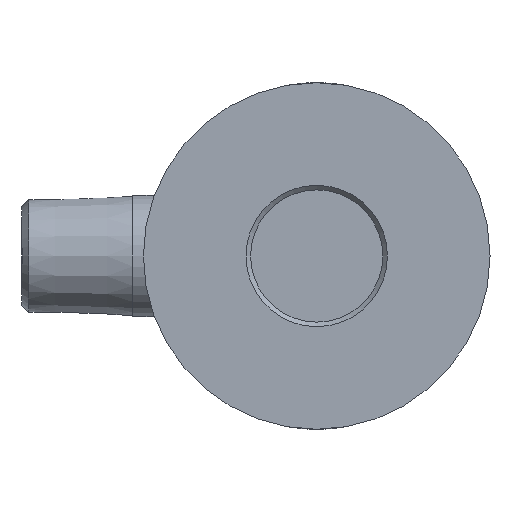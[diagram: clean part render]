
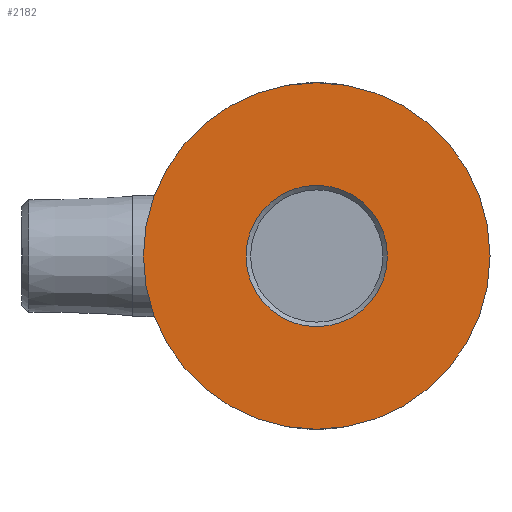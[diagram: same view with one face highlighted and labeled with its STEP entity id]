
A CAD part, left-side view. The second image highlights one B-rep face of the part: STEP entity #2182.
In plain terms, the highlighted face is planar.
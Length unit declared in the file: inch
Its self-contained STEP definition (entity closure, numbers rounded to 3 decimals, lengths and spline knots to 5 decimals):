
#282=FACE_BOUND('',#659,.T.);
#324=PLANE('',#2479);
#396=CIRCLE('',#2475,0.31002);
#399=CIRCLE('',#2480,0.76);
#400=CIRCLE('',#2481,0.76);
#537=FACE_OUTER_BOUND('',#658,.T.);
#658=EDGE_LOOP('',(#1599,#1600));
#659=EDGE_LOOP('',(#1601));
#1095=VERTEX_POINT('',#3717);
#1098=VERTEX_POINT('',#3727);
#1099=VERTEX_POINT('',#3728);
#1292=EDGE_CURVE('',#1095,#1095,#396,.T.);
#1296=EDGE_CURVE('',#1098,#1099,#399,.T.);
#1297=EDGE_CURVE('',#1099,#1098,#400,.T.);
#1599=ORIENTED_EDGE('',*,*,#1296,.T.);
#1600=ORIENTED_EDGE('',*,*,#1297,.T.);
#1601=ORIENTED_EDGE('',*,*,#1292,.F.);
#2182=ADVANCED_FACE('',(#537,#282),#324,.T.);
#2475=AXIS2_PLACEMENT_3D('',#3719,#2778,#2779);
#2479=AXIS2_PLACEMENT_3D('',#3726,#2787,#2788);
#2480=AXIS2_PLACEMENT_3D('',#3729,#2789,#2790);
#2481=AXIS2_PLACEMENT_3D('',#3730,#2791,#2792);
#2778=DIRECTION('center_axis',(1.,0.,0.));
#2779=DIRECTION('ref_axis',(0.,-1.,0.));
#2787=DIRECTION('center_axis',(1.,0.,0.));
#2788=DIRECTION('ref_axis',(0.,0.,-1.));
#2789=DIRECTION('center_axis',(1.,0.,0.));
#2790=DIRECTION('ref_axis',(0.,1.,0.));
#2791=DIRECTION('center_axis',(1.,0.,0.));
#2792=DIRECTION('ref_axis',(0.,1.,0.));
#3717=CARTESIAN_POINT('',(0.,0.31002,0.));
#3719=CARTESIAN_POINT('Origin',(0.,0.,0.));
#3726=CARTESIAN_POINT('Origin',(0.,0.52501,0.));
#3727=CARTESIAN_POINT('',(0.,0.76,0.));
#3728=CARTESIAN_POINT('',(0.,-0.76,0.));
#3729=CARTESIAN_POINT('Origin',(0.,0.,0.));
#3730=CARTESIAN_POINT('Origin',(0.,0.,0.));
